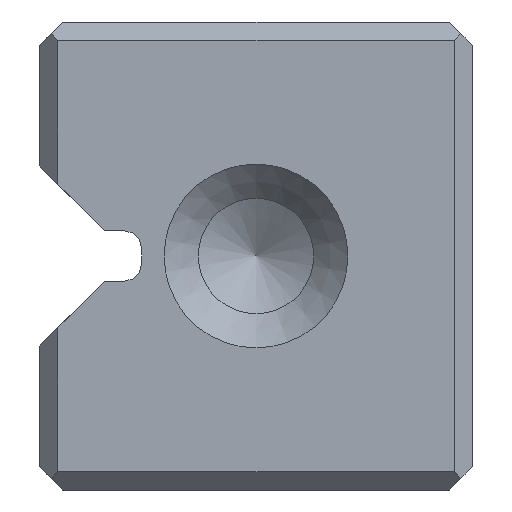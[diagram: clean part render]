
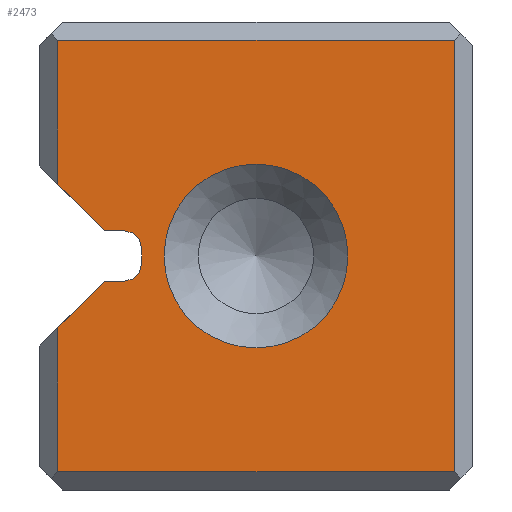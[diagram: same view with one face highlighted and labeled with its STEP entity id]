
A CAD part, left-side view. The second image highlights one B-rep face of the part: STEP entity #2473.
In plain terms, the highlighted planar face has unit normal (-1, 0, 0).
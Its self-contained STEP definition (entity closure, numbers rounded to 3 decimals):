
#2473=ADVANCED_FACE('',(#3419,#3420),#2866,.T.);
#2866=PLANE('',#8941);
#3118=CIRCLE('',#8938,1.);
#3119=CIRCLE('',#8939,1.);
#3120=CIRCLE('',#8940,5.5);
#3419=FACE_BOUND('',#3645,.T.);
#3420=FACE_BOUND('',#3646,.T.);
#3645=EDGE_LOOP('',(#4379,#4380,#4381,#4382,#4383,#4384,#4385,#4386,#4387,
#4388,#4389,#4390));
#3646=EDGE_LOOP('',(#4391));
#4379=ORIENTED_EDGE('',*,*,#6907,.T.);
#4380=ORIENTED_EDGE('',*,*,#6908,.T.);
#4381=ORIENTED_EDGE('',*,*,#6909,.T.);
#4382=ORIENTED_EDGE('',*,*,#6910,.T.);
#4383=ORIENTED_EDGE('',*,*,#6911,.T.);
#4384=ORIENTED_EDGE('',*,*,#6912,.T.);
#4385=ORIENTED_EDGE('',*,*,#6913,.T.);
#4386=ORIENTED_EDGE('',*,*,#6914,.T.);
#4387=ORIENTED_EDGE('',*,*,#6915,.T.);
#4388=ORIENTED_EDGE('',*,*,#6916,.T.);
#4389=ORIENTED_EDGE('',*,*,#6917,.T.);
#4390=ORIENTED_EDGE('',*,*,#6918,.F.);
#4391=ORIENTED_EDGE('',*,*,#6919,.F.);
#6251=VERTEX_POINT('',#11507);
#6252=VERTEX_POINT('',#11508);
#6253=VERTEX_POINT('',#11510);
#6254=VERTEX_POINT('',#11512);
#6255=VERTEX_POINT('',#11514);
#6256=VERTEX_POINT('',#11516);
#6257=VERTEX_POINT('',#11518);
#6258=VERTEX_POINT('',#11520);
#6259=VERTEX_POINT('',#11522);
#6260=VERTEX_POINT('',#11524);
#6261=VERTEX_POINT('',#11526);
#6262=VERTEX_POINT('',#11528);
#6263=VERTEX_POINT('',#11531);
#6907=EDGE_CURVE('',#6251,#6252,#7753,.T.);
#6908=EDGE_CURVE('',#6252,#6253,#7754,.T.);
#6909=EDGE_CURVE('',#6253,#6254,#7755,.T.);
#6910=EDGE_CURVE('',#6254,#6255,#7756,.T.);
#6911=EDGE_CURVE('',#6255,#6256,#7757,.T.);
#6912=EDGE_CURVE('',#6256,#6257,#7758,.T.);
#6913=EDGE_CURVE('',#6257,#6258,#7759,.T.);
#6914=EDGE_CURVE('',#6258,#6259,#7760,.T.);
#6915=EDGE_CURVE('',#6259,#6260,#3118,.T.);
#6916=EDGE_CURVE('',#6260,#6261,#7761,.T.);
#6917=EDGE_CURVE('',#6261,#6262,#3119,.T.);
#6918=EDGE_CURVE('',#6251,#6262,#7762,.T.);
#6919=EDGE_CURVE('',#6263,#6263,#3120,.T.);
#7753=LINE('',#11506,#8415);
#7754=LINE('',#11509,#8416);
#7755=LINE('',#11511,#8417);
#7756=LINE('',#11513,#8418);
#7757=LINE('',#11515,#8419);
#7758=LINE('',#11517,#8420);
#7759=LINE('',#11519,#8421);
#7760=LINE('',#11521,#8422);
#7761=LINE('',#11525,#8423);
#7762=LINE('',#11529,#8424);
#8415=VECTOR('',#9507,1.);
#8416=VECTOR('',#9508,1.);
#8417=VECTOR('',#9509,1.);
#8418=VECTOR('',#9510,1.);
#8419=VECTOR('',#9511,1.);
#8420=VECTOR('',#9512,1.);
#8421=VECTOR('',#9513,1.);
#8422=VECTOR('',#9514,1.);
#8423=VECTOR('',#9517,1.);
#8424=VECTOR('',#9520,1.);
#8938=AXIS2_PLACEMENT_3D('',#11523,#9515,#9516);
#8939=AXIS2_PLACEMENT_3D('',#11527,#9518,#9519);
#8940=AXIS2_PLACEMENT_3D('',#11530,#9521,#9522);
#8941=AXIS2_PLACEMENT_3D('',#11532,#9523,#9524);
#9507=DIRECTION('',(0.,0.707,-0.707));
#9508=DIRECTION('',(0.,0.,-1.));
#9509=DIRECTION('',(0.,-1.,0.));
#9510=DIRECTION('',(0.,0.,1.));
#9511=DIRECTION('',(0.,1.,0.));
#9512=DIRECTION('',(0.,0.,-1.));
#9513=DIRECTION('',(0.,-0.707,-0.707));
#9514=DIRECTION('',(0.,-1.,0.));
#9515=DIRECTION('',(1.,0.,0.));
#9516=DIRECTION('',(0.,0.,1.));
#9517=DIRECTION('',(0.,0.,-1.));
#9518=DIRECTION('',(1.,0.,0.));
#9519=DIRECTION('',(0.,0.,1.));
#9520=DIRECTION('',(0.,-1.,0.));
#9521=DIRECTION('',(-1.,0.,0.));
#9522=DIRECTION('',(0.,0.,1.));
#9523=DIRECTION('',(-1.,0.,0.));
#9524=DIRECTION('',(0.,1.,0.));
#11506=CARTESIAN_POINT('',(-1200.,22.662,11.862));
#11507=CARTESIAN_POINT('',(-1200.,34.42,0.105));
#11508=CARTESIAN_POINT('',(-1200.,37.205,-2.68));
#11509=CARTESIAN_POINT('',(-1200.,37.205,1.605));
#11510=CARTESIAN_POINT('',(-1200.,37.205,-11.295));
#11511=CARTESIAN_POINT('',(-1200.,12.405,-11.295));
#11512=CARTESIAN_POINT('',(-1200.,13.505,-11.295));
#11513=CARTESIAN_POINT('',(-1200.,13.505,1.605));
#11514=CARTESIAN_POINT('',(-1200.,13.505,14.505));
#11515=CARTESIAN_POINT('',(-1200.,12.405,14.505));
#11516=CARTESIAN_POINT('',(-1200.,37.205,14.505));
#11517=CARTESIAN_POINT('',(-1200.,37.205,1.605));
#11518=CARTESIAN_POINT('',(-1200.,37.205,5.89));
#11519=CARTESIAN_POINT('',(-1200.,22.662,-8.652));
#11520=CARTESIAN_POINT('',(-1200.,34.42,3.105));
#11521=CARTESIAN_POINT('',(-1200.,32.205,3.105));
#11522=CARTESIAN_POINT('',(-1200.,33.205,3.105));
#11523=CARTESIAN_POINT('',(-1200.,33.205,2.105));
#11524=CARTESIAN_POINT('',(-1200.,32.205,2.105));
#11525=CARTESIAN_POINT('',(-1200.,32.205,3.105));
#11526=CARTESIAN_POINT('',(-1200.,32.205,1.105));
#11527=CARTESIAN_POINT('',(-1200.,33.205,1.105));
#11528=CARTESIAN_POINT('',(-1200.,33.205,0.105));
#11529=CARTESIAN_POINT('',(-1200.,32.205,0.105));
#11530=CARTESIAN_POINT('',(-1200.,25.355,1.605));
#11531=CARTESIAN_POINT('',(-1200.,25.355,7.105));
#11532=CARTESIAN_POINT('',(-1200.,12.405,1.605));
